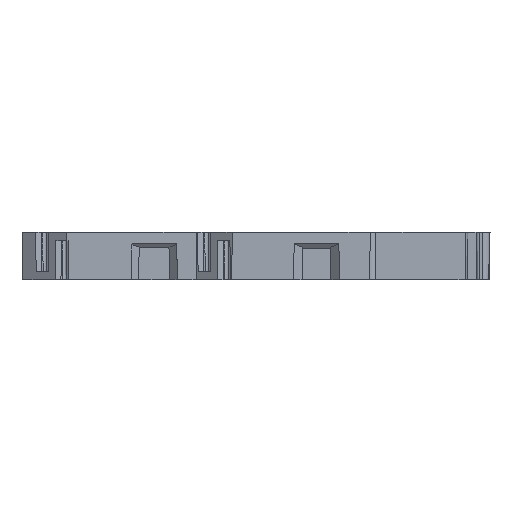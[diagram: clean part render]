
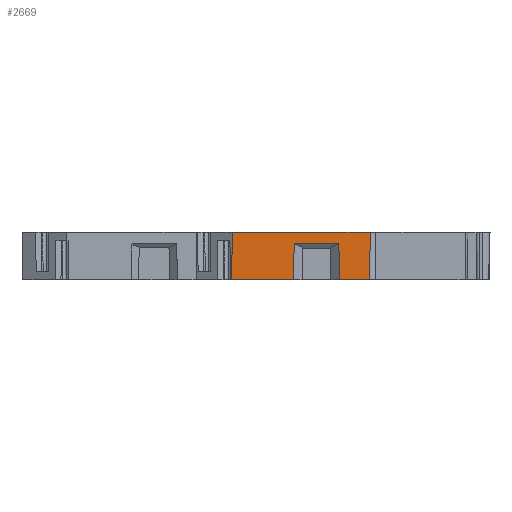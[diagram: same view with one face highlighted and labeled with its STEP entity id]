
A CAD part, left-side view. The second image highlights one B-rep face of the part: STEP entity #2669.
In plain terms, the highlighted planar face has unit normal (-1, 0, -0.018).
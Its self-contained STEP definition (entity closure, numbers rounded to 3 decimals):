
#2004=FACE_OUTER_BOUND('',#4263,.T.);
#2669=ADVANCED_FACE('',(#2004),#3200,.T.);
#3200=PLANE('',#15065);
#4263=EDGE_LOOP('',(#9763,#9764,#9765,#9766,#9767,#9768,#9769,#9770));
#4728=LINE('',#19159,#6115);
#5261=LINE('',#21777,#6697);
#5444=LINE('',#22589,#6880);
#5466=LINE('',#22637,#6902);
#5467=LINE('',#22640,#6903);
#5475=LINE('',#22656,#6911);
#5551=LINE('',#22855,#6987);
#5552=LINE('',#22856,#6988);
#6115=VECTOR('',#15580,1.);
#6697=VECTOR('',#16864,1.);
#6880=VECTOR('',#17375,1.);
#6902=VECTOR('',#17413,1.);
#6903=VECTOR('',#17418,1.);
#6911=VECTOR('',#17426,1.);
#6987=VECTOR('',#17554,1.);
#6988=VECTOR('',#17555,1.);
#9763=ORIENTED_EDGE('',*,*,#13653,.F.);
#9764=ORIENTED_EDGE('',*,*,#13754,.T.);
#9765=ORIENTED_EDGE('',*,*,#13619,.F.);
#9766=ORIENTED_EDGE('',*,*,#13755,.F.);
#9767=ORIENTED_EDGE('',*,*,#13645,.F.);
#9768=ORIENTED_EDGE('',*,*,#13365,.T.);
#9769=ORIENTED_EDGE('',*,*,#12544,.T.);
#9770=ORIENTED_EDGE('',*,*,#13643,.T.);
#11299=VERTEX_POINT('',#19158);
#11300=VERTEX_POINT('',#19160);
#11917=VERTEX_POINT('',#21775);
#12053=VERTEX_POINT('',#22588);
#12054=VERTEX_POINT('',#22590);
#12071=VERTEX_POINT('',#22636);
#12072=VERTEX_POINT('',#22641);
#12079=VERTEX_POINT('',#22655);
#12544=EDGE_CURVE('',#11300,#11299,#4728,.T.);
#13365=EDGE_CURVE('',#11917,#11300,#5261,.T.);
#13619=EDGE_CURVE('',#12053,#12054,#5444,.T.);
#13643=EDGE_CURVE('',#11299,#12071,#5466,.T.);
#13645=EDGE_CURVE('',#11917,#12072,#5467,.T.);
#13653=EDGE_CURVE('',#12079,#12071,#5475,.T.);
#13754=EDGE_CURVE('',#12079,#12054,#5551,.T.);
#13755=EDGE_CURVE('',#12072,#12053,#5552,.T.);
#15065=AXIS2_PLACEMENT_3D('',#22857,#17556,#17557);
#15580=DIRECTION('',(0.,1.,0.));
#16864=DIRECTION('',(-0.017,-0.008,1.));
#17375=DIRECTION('',(0.,1.,0.));
#17413=DIRECTION('',(0.017,0.01,-1.));
#17418=DIRECTION('',(0.,1.,0.));
#17426=DIRECTION('',(0.,1.,0.));
#17554=DIRECTION('',(-0.017,-0.009,1.));
#17555=DIRECTION('',(-0.017,0.009,1.));
#17556=DIRECTION('',(-1.,0.,-0.017));
#17557=DIRECTION('',(-0.017,0.,1.));
#19158=CARTESIAN_POINT('',(-33.57,19.143,0.));
#19159=CARTESIAN_POINT('',(-33.57,-4.963,0.));
#19160=CARTESIAN_POINT('',(-33.57,0.898,0.));
#21775=CARTESIAN_POINT('',(-33.46,0.946,-6.3));
#21777=CARTESIAN_POINT('',(-33.57,0.898,0.003));
#22588=CARTESIAN_POINT('',(-33.545,5.026,-1.458));
#22589=CARTESIAN_POINT('',(-33.545,-4.963,-1.458));
#22590=CARTESIAN_POINT('',(-33.545,10.959,-1.458));
#22636=CARTESIAN_POINT('',(-33.46,19.204,-6.3));
#22637=CARTESIAN_POINT('',(-33.464,19.202,-6.065));
#22640=CARTESIAN_POINT('',(-33.46,10.181,-6.3));
#22641=CARTESIAN_POINT('',(-33.46,4.984,-6.3));
#22655=CARTESIAN_POINT('',(-33.46,11.001,-6.3));
#22656=CARTESIAN_POINT('',(-33.46,10.181,-6.3));
#22855=CARTESIAN_POINT('',(-33.45,11.006,-6.884));
#22856=CARTESIAN_POINT('',(-33.458,4.983,-6.387));
#22857=CARTESIAN_POINT('',(-33.46,-4.963,-6.3));
